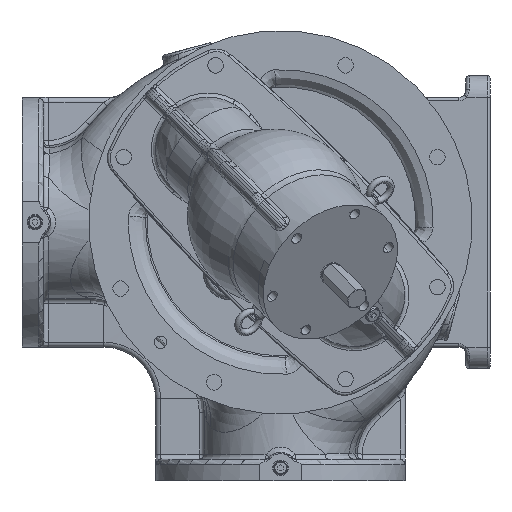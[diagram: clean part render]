
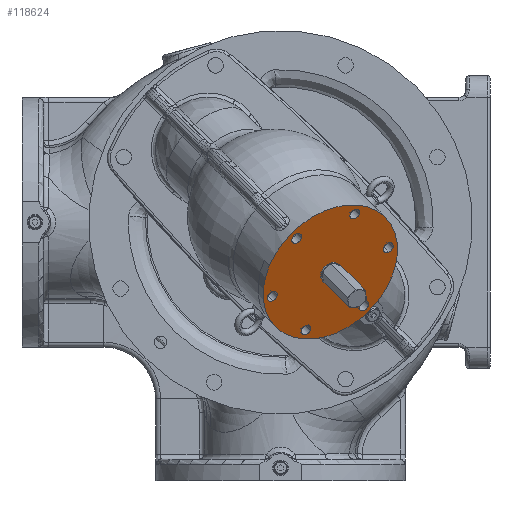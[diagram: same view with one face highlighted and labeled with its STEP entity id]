
A CAD part, left-side view. The second image highlights one B-rep face of the part: STEP entity #118624.
In plain terms, the highlighted planar face has unit normal (-0.707, -0.5, -0.5).
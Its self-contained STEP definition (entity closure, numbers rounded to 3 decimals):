
#36777=CARTESIAN_POINT('',(-508.383,-57.753,
-57.753));
#36778=DIRECTION('',(0.707,0.5,0.5));
#36779=DIRECTION('',(0.612,-0.787,-0.079));
#36780=AXIS2_PLACEMENT_3D('',#36777,#36778,#36779);
#36782=CARTESIAN_POINT('',(-508.383,-57.753,
-57.753));
#36783=DIRECTION('',(-0.707,-0.5,-0.5));
#36784=DIRECTION('',(0.612,-0.787,-0.079));
#36785=AXIS2_PLACEMENT_3D('',#36782,#36783,#36784);
#36787=CARTESIAN_POINT('',(-480.806,-29.487,
-125.018));
#36788=DIRECTION('',(0.707,0.5,0.5));
#36789=DIRECTION('',(0.612,-0.787,-0.079));
#36790=AXIS2_PLACEMENT_3D('',#36787,#36788,#36789);
#36792=CARTESIAN_POINT('',(-480.806,-29.487,
-125.018));
#36793=DIRECTION('',(0.707,0.5,0.5));
#36794=DIRECTION('',(-0.612,0.787,0.079));
#36795=AXIS2_PLACEMENT_3D('',#36792,#36793,#36794);
#36797=CARTESIAN_POINT('',(-453.229,-96.753,
-96.753));
#36798=DIRECTION('',(0.707,0.5,0.5));
#36799=DIRECTION('',(0.,-0.707,0.707));
#36800=AXIS2_PLACEMENT_3D('',#36797,#36798,#36799);
#36802=CARTESIAN_POINT('',(-453.229,-96.753,
-96.753));
#36803=DIRECTION('',(0.707,0.5,0.5));
#36804=DIRECTION('',(0.,0.707,-0.707));
#36805=AXIS2_PLACEMENT_3D('',#36802,#36803,#36804);
#36807=CARTESIAN_POINT('',(-480.806,-125.018,
-29.487));
#36808=DIRECTION('',(0.707,0.5,0.5));
#36809=DIRECTION('',(-0.612,0.079,0.787));
#36810=AXIS2_PLACEMENT_3D('',#36807,#36808,#36809);
#36812=CARTESIAN_POINT('',(-480.806,-125.018,
-29.487));
#36813=DIRECTION('',(0.707,0.5,0.5));
#36814=DIRECTION('',(0.612,-0.079,-0.787));
#36815=AXIS2_PLACEMENT_3D('',#36812,#36813,#36814);
#36817=CARTESIAN_POINT('',(-535.96,-86.018,
9.513));
#36818=DIRECTION('',(0.707,0.5,0.5));
#36819=DIRECTION('',(-0.612,0.787,0.079));
#36820=AXIS2_PLACEMENT_3D('',#36817,#36818,#36819);
#36822=CARTESIAN_POINT('',(-535.96,-86.018,
9.513));
#36823=DIRECTION('',(0.707,0.5,0.5));
#36824=DIRECTION('',(0.612,-0.787,-0.079));
#36825=AXIS2_PLACEMENT_3D('',#36822,#36823,#36824);
#36827=CARTESIAN_POINT('',(-563.538,-18.753,
-18.753));
#36828=DIRECTION('',(0.707,0.5,0.5));
#36829=DIRECTION('',(0.,0.707,-0.707));
#36830=AXIS2_PLACEMENT_3D('',#36827,#36828,#36829);
#36832=CARTESIAN_POINT('',(-563.538,-18.753,
-18.753));
#36833=DIRECTION('',(0.707,0.5,0.5));
#36834=DIRECTION('',(0.,-0.707,0.707));
#36835=AXIS2_PLACEMENT_3D('',#36832,#36833,#36834);
#36837=CARTESIAN_POINT('',(-535.96,9.513,
-86.018));
#36838=DIRECTION('',(0.707,0.5,0.5));
#36839=DIRECTION('',(0.612,-0.079,-0.787));
#36840=AXIS2_PLACEMENT_3D('',#36837,#36838,#36839);
#36842=CARTESIAN_POINT('',(-535.96,9.513,
-86.018));
#36843=DIRECTION('',(0.707,0.5,0.5));
#36844=DIRECTION('',(-0.612,0.079,0.787));
#36845=AXIS2_PLACEMENT_3D('',#36842,#36843,#36844);
#36847=CARTESIAN_POINT('',(-508.383,-57.753,
-57.753));
#36848=DIRECTION('',(-0.707,-0.5,-0.5));
#36849=DIRECTION('',(0.707,-0.5,-0.5));
#36850=AXIS2_PLACEMENT_3D('',#36847,#36848,#36849);
#36852=CARTESIAN_POINT('',(-508.383,-57.753,
-57.753));
#36853=DIRECTION('',(-0.707,-0.5,-0.5));
#36854=DIRECTION('',(-0.707,0.5,0.5));
#36855=AXIS2_PLACEMENT_3D('',#36852,#36853,#36854);
#49441=CARTESIAN_POINT('',(-453.27,-128.543,
-64.904));
#49442=CARTESIAN_POINT('',(-563.497,13.038,
-50.601));
#49443=VERTEX_POINT('',#49441);
#49444=VERTEX_POINT('',#49442);
#49445=CARTESIAN_POINT('',(-476.826,-34.6,
-125.534));
#49446=CARTESIAN_POINT('',(-484.787,-24.375,
-124.501));
#49447=VERTEX_POINT('',#49445);
#49448=VERTEX_POINT('',#49446);
#49449=CARTESIAN_POINT('',(-453.229,-101.349,
-92.156));
#49450=CARTESIAN_POINT('',(-453.229,-92.156,
-101.349));
#49451=VERTEX_POINT('',#49449);
#49452=VERTEX_POINT('',#49450);
#49453=CARTESIAN_POINT('',(-484.787,-124.501,
-24.375));
#49454=CARTESIAN_POINT('',(-476.826,-125.534,
-34.6));
#49455=VERTEX_POINT('',#49453);
#49456=VERTEX_POINT('',#49454);
#49457=CARTESIAN_POINT('',(-539.941,-80.905,
10.029));
#49458=CARTESIAN_POINT('',(-531.98,-91.13,
8.996));
#49459=VERTEX_POINT('',#49457);
#49460=VERTEX_POINT('',#49458);
#49461=CARTESIAN_POINT('',(-563.538,-14.156,
-23.349));
#49462=CARTESIAN_POINT('',(-563.538,-23.349,
-14.156));
#49463=VERTEX_POINT('',#49461);
#49464=VERTEX_POINT('',#49462);
#49465=CARTESIAN_POINT('',(-531.98,8.996,
-91.13));
#49466=CARTESIAN_POINT('',(-539.941,10.029,
-80.905));
#49467=VERTEX_POINT('',#49465);
#49468=VERTEX_POINT('',#49466);
#49473=CARTESIAN_POINT('',(-499.191,-64.253,
-64.253));
#49474=CARTESIAN_POINT('',(-517.576,-51.253,
-51.253));
#49475=VERTEX_POINT('',#49473);
#49476=VERTEX_POINT('',#49474);
#118573=CARTESIAN_POINT('',(-508.383,-57.753,
-57.753));
#118574=DIRECTION('',(-0.707,-0.5,-0.5));
#118575=DIRECTION('',(0.612,-0.787,-0.079));
#118576=AXIS2_PLACEMENT_3D('',#118573,#118574,#118575);
#118577=PLANE('',#118576);
#118578=ORIENTED_EDGE('',*,*,#118507,.T.);
#118579=ORIENTED_EDGE('',*,*,#118525,.F.);
#118580=EDGE_LOOP('',(#118578,#118579));
#118581=FACE_OUTER_BOUND('',#118580,.F.);
#118583=ORIENTED_EDGE('',*,*,#118582,.F.);
#118585=ORIENTED_EDGE('',*,*,#118584,.F.);
#118586=EDGE_LOOP('',(#118583,#118585));
#118587=FACE_BOUND('',#118586,.F.);
#118589=ORIENTED_EDGE('',*,*,#118588,.F.);
#118591=ORIENTED_EDGE('',*,*,#118590,.F.);
#118592=EDGE_LOOP('',(#118589,#118591));
#118593=FACE_BOUND('',#118592,.F.);
#118595=ORIENTED_EDGE('',*,*,#118594,.F.);
#118597=ORIENTED_EDGE('',*,*,#118596,.F.);
#118598=EDGE_LOOP('',(#118595,#118597));
#118599=FACE_BOUND('',#118598,.F.);
#118601=ORIENTED_EDGE('',*,*,#118600,.F.);
#118603=ORIENTED_EDGE('',*,*,#118602,.F.);
#118604=EDGE_LOOP('',(#118601,#118603));
#118605=FACE_BOUND('',#118604,.F.);
#118607=ORIENTED_EDGE('',*,*,#118606,.F.);
#118609=ORIENTED_EDGE('',*,*,#118608,.F.);
#118610=EDGE_LOOP('',(#118607,#118609));
#118611=FACE_BOUND('',#118610,.F.);
#118613=ORIENTED_EDGE('',*,*,#118612,.F.);
#118615=ORIENTED_EDGE('',*,*,#118614,.F.);
#118616=EDGE_LOOP('',(#118613,#118615));
#118617=FACE_BOUND('',#118616,.F.);
#118619=ORIENTED_EDGE('',*,*,#118618,.T.);
#118621=ORIENTED_EDGE('',*,*,#118620,.T.);
#118622=EDGE_LOOP('',(#118619,#118621));
#118623=FACE_BOUND('',#118622,.F.);
#118624=ADVANCED_FACE('',(#118581,#118587,#118593,#118599,#118605,#118611,
#118617,#118623),#118577,.T.);
#36781=CIRCLE('',#36780,90.);
#36786=CIRCLE('',#36785,90.);
#36791=CIRCLE('',#36790,6.5);
#36796=CIRCLE('',#36795,6.5);
#36801=CIRCLE('',#36800,6.5);
#36806=CIRCLE('',#36805,6.5);
#36811=CIRCLE('',#36810,6.5);
#36816=CIRCLE('',#36815,6.5);
#36821=CIRCLE('',#36820,6.5);
#36826=CIRCLE('',#36825,6.5);
#36831=CIRCLE('',#36830,6.5);
#36836=CIRCLE('',#36835,6.5);
#36841=CIRCLE('',#36840,6.5);
#36846=CIRCLE('',#36845,6.5);
#36851=CIRCLE('',#36850,13.);
#36856=CIRCLE('',#36855,13.);
#118507=EDGE_CURVE('',#49443,#49444,#36781,.T.);
#118525=EDGE_CURVE('',#49443,#49444,#36786,.T.);
#118582=EDGE_CURVE('',#49447,#49448,#36791,.T.);
#118584=EDGE_CURVE('',#49448,#49447,#36796,.T.);
#118588=EDGE_CURVE('',#49451,#49452,#36801,.T.);
#118590=EDGE_CURVE('',#49452,#49451,#36806,.T.);
#118594=EDGE_CURVE('',#49455,#49456,#36811,.T.);
#118596=EDGE_CURVE('',#49456,#49455,#36816,.T.);
#118600=EDGE_CURVE('',#49459,#49460,#36821,.T.);
#118602=EDGE_CURVE('',#49460,#49459,#36826,.T.);
#118606=EDGE_CURVE('',#49463,#49464,#36831,.T.);
#118608=EDGE_CURVE('',#49464,#49463,#36836,.T.);
#118612=EDGE_CURVE('',#49467,#49468,#36841,.T.);
#118614=EDGE_CURVE('',#49468,#49467,#36846,.T.);
#118618=EDGE_CURVE('',#49475,#49476,#36851,.T.);
#118620=EDGE_CURVE('',#49476,#49475,#36856,.T.);
